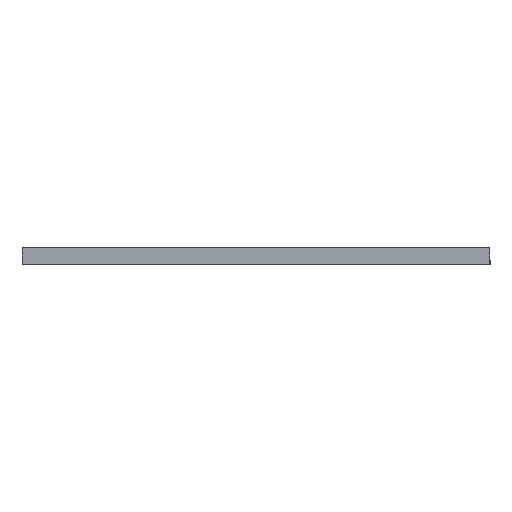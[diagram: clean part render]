
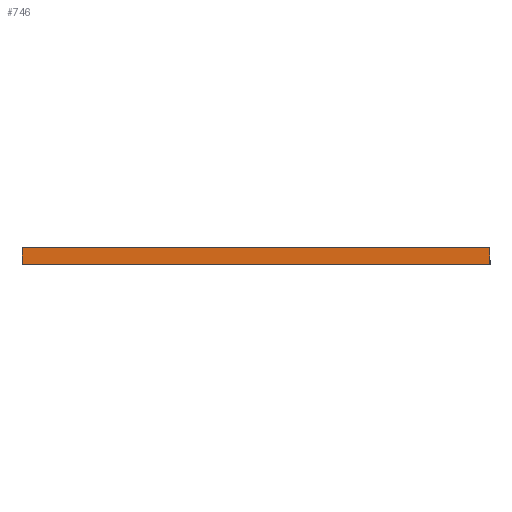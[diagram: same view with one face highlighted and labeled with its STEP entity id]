
A CAD part, left-side view. The second image highlights one B-rep face of the part: STEP entity #746.
In plain terms, the highlighted planar face has unit normal (-1, 0, 0).
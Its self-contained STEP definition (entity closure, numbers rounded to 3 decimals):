
#56=PLANE('',#836);
#92=FACE_OUTER_BOUND('',#152,.T.);
#152=EDGE_LOOP('',(#687,#688,#689,#690));
#164=LINE('',#1119,#226);
#186=LINE('',#1179,#248);
#194=LINE('',#1207,#256);
#196=LINE('',#1210,#258);
#226=VECTOR('',#912,10.);
#248=VECTOR('',#970,10.);
#256=VECTOR('',#992,10.);
#258=VECTOR('',#996,10.);
#338=VERTEX_POINT('',#1116);
#339=VERTEX_POINT('',#1118);
#359=VERTEX_POINT('',#1178);
#372=VERTEX_POINT('',#1206);
#416=EDGE_CURVE('',#338,#339,#164,.T.);
#446=EDGE_CURVE('',#359,#339,#186,.T.);
#460=EDGE_CURVE('',#359,#372,#194,.T.);
#462=EDGE_CURVE('',#372,#338,#196,.T.);
#687=ORIENTED_EDGE('',*,*,#446,.T.);
#688=ORIENTED_EDGE('',*,*,#416,.F.);
#689=ORIENTED_EDGE('',*,*,#462,.F.);
#690=ORIENTED_EDGE('',*,*,#460,.F.);
#746=ADVANCED_FACE('',(#92),#56,.T.);
#836=AXIS2_PLACEMENT_3D('',#1259,#1051,#1052);
#912=DIRECTION('',(0.,0.,1.));
#970=DIRECTION('',(0.,1.,0.));
#992=DIRECTION('',(0.,0.,-1.));
#996=DIRECTION('',(0.,1.,0.));
#1051=DIRECTION('center_axis',(-1.,0.,0.));
#1052=DIRECTION('ref_axis',(0.,1.,0.));
#1116=CARTESIAN_POINT('',(-312.99,96.995,-528.21));
#1118=CARTESIAN_POINT('',(-312.99,96.995,-525.21));
#1119=CARTESIAN_POINT('',(-312.99,96.995,-525.21));
#1178=CARTESIAN_POINT('',(-312.99,9.995,-525.21));
#1179=CARTESIAN_POINT('',(-312.99,9.995,-525.21));
#1206=CARTESIAN_POINT('',(-312.99,9.995,-528.21));
#1207=CARTESIAN_POINT('',(-312.99,9.995,-525.21));
#1210=CARTESIAN_POINT('',(-312.99,9.995,-528.21));
#1259=CARTESIAN_POINT('Origin',(-312.99,9.995,-525.21));
